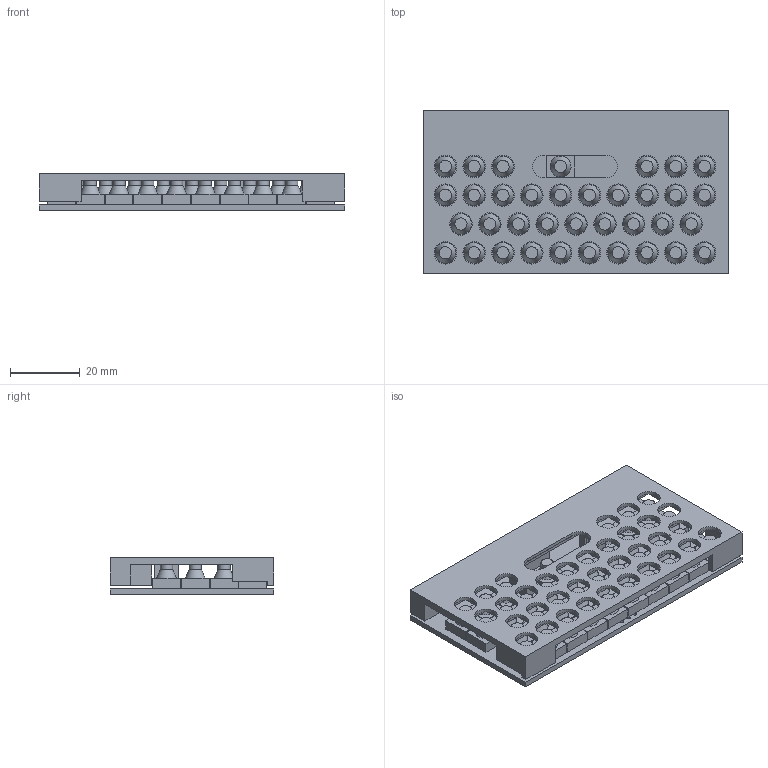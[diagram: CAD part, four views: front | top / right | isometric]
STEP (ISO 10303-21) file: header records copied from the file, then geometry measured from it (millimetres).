
FILE_DESCRIPTION(('STEP AP242'), '1');
FILE_NAME('case_up', '2022-07-21T16:06:19', (''), (''), 'C3D Converter', 'C3D Toolkit', '');
FILE_SCHEMA(('AP242_MANAGED_MODEL_BASED_3D_ENGINEERING_MIM_LF { 1 0 10303 442 1 1 4 }'));
Length unit declared in the file: millimetre
Products named in the file (9): keyboard 1; btn.m3d; SOLID; keyboard PCB
Assembly tree (41 placements, depth 4):
  (unnamed)
    keyboard 1
      btn.m3d  x34
        SOLID
      btn.m3d
        SOLID
      btn.m3d
        SOLID
      keyboard PCB
Bounding box: 87.63 x 46.99 x 10.6 mm (x, y, z)
Volume: 22093.4 mm3; surface area: 28380.7 mm2
Topology: 38 solids, 38 shells, 722 faces, 1910 edges, 1621 vertices
Faces by surface type: plane 502, cylinder 112, bspline 108
Full cylindrical faces by diameter (mm): 0.562 x72, 1 x3, 6.5 x35
Entity records: 20032 total; most frequent: CARTESIAN_POINT 3959, DIRECTION 2038, ORIENTED_EDGE 1796, EDGE_CURVE 898, EDGE_LOOP 772, COLOUR_RGB 718, PRESENTATION_STYLE_ASSIGNMENT 718, STYLED_ITEM 718
